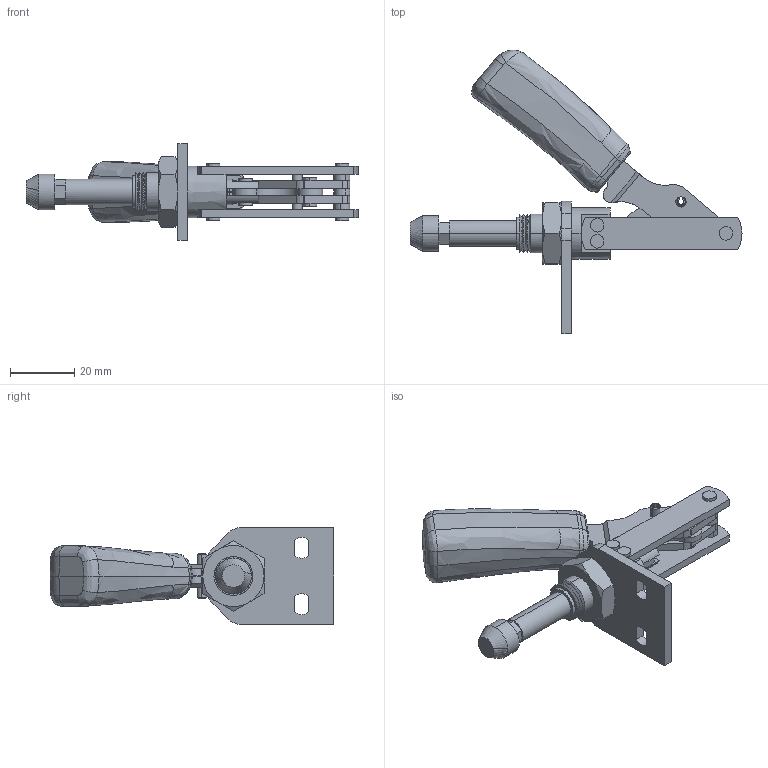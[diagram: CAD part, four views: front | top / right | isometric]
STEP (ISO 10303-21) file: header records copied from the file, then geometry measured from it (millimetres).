
FILE_DESCRIPTION (( 'STEP AP214' ), '1' );
FILE_NAME ('M60-1.STEP', '2023-08-26T07:06:10', ( '' ), ( '' ), 'SwSTEP 2.0', 'SolidWorks 2015', '' );
FILE_SCHEMA (( 'AUTOMOTIVE_DESIGN' ));
Length unit declared in the file: millimetre
Products named in the file (19): 841-1-4; 841-1-5 baski ayi; 841-1-18 yarikli pim; 841-1-10 civata; M60D-1; 841-1-9 kol; 841-1-2 mil; 841-1-11 lastik; M60-1; 841-1-7 kol; 841-1-12 somun; 841-1-6 llama_2; 1; 841-1-15 ay kol percini; 841-1-16 kol lama percini; 841-1-6 llama; 841-1-8 kol sabitleme burcu; 841-1-1 somun ayak ayar; 841-1-14 mil ay percini
Assembly tree (22 placements, depth 2):
  M60-1
    841-1-4
    841-1-6 llama_2
    841-1-6 llama
    841-1-8 kol sabitleme burcu  x3
    841-1-7 kol
    841-1-9 kol
    841-1-5 baski ayi
    841-1-2 mil
    841-1-1 somun ayak ayar
    841-1-10 civata
    841-1-11 lastik
    841-1-12 somun
    841-1-14 mil ay percini
    841-1-15 ay kol percini
    841-1-16 kol lama percini  x3
    841-1-18 yarikli pim
    1
    M60D-1
Bounding box: 103.17 x 88.19 x 30 mm (x, y, z)
Volume: 31198.4 mm3; surface area: 21209.2 mm2
Topology: 23 solids, 23 shells, 533 faces, 1306 edges, 847 vertices
Faces by surface type: plane 235, cylinder 151, bspline 112, cone 35
Entity records: 27022 total; most frequent: CARTESIAN_POINT 9867, ORIENTED_EDGE 2488, DIRECTION 1928, EDGE_CURVE 1244, VERTEX_POINT 807, AXIS2_PLACEMENT_3D 653, VECTOR 622, LINE 622
